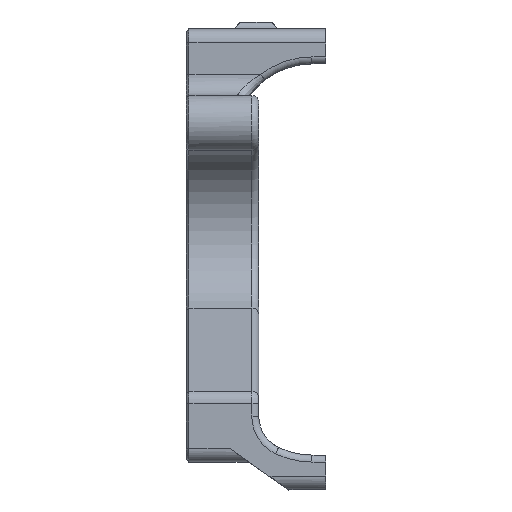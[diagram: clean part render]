
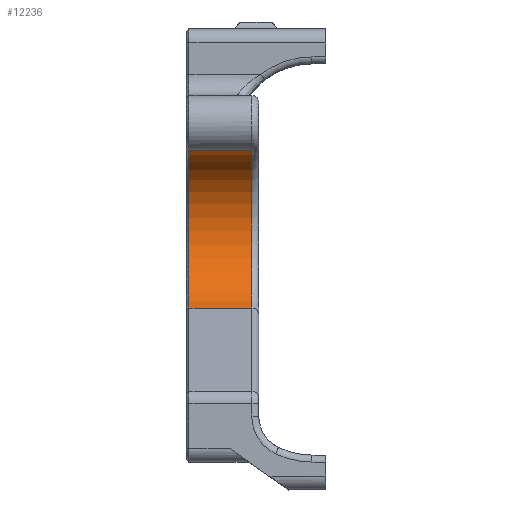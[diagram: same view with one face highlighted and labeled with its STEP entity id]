
A CAD part, left-side view. The second image highlights one B-rep face of the part: STEP entity #12236.
In plain terms, the highlighted cylindrical face has radius 12 mm (diameter 24 mm), a partial arc.
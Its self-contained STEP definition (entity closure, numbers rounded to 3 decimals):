
#743=FACE_OUTER_BOUND('',#1415,.T.);
#1415=EDGE_LOOP('',(#8622,#8623,#8624,#8625));
#2338=LINE('',#18948,#3387);
#2339=LINE('',#18951,#3388);
#3387=VECTOR('',#14869,12.);
#3388=VECTOR('',#14872,10.);
#4350=CIRCLE('',#13078,12.);
#4354=CIRCLE('',#13089,12.);
#5085=VERTEX_POINT('',#18919);
#5086=VERTEX_POINT('',#18923);
#5091=VERTEX_POINT('',#18947);
#5092=VERTEX_POINT('',#18949);
#6432=EDGE_CURVE('',#5085,#5086,#4350,.T.);
#6443=EDGE_CURVE('',#5091,#5085,#2338,.T.);
#6444=EDGE_CURVE('',#5092,#5091,#4354,.T.);
#6445=EDGE_CURVE('',#5092,#5086,#2339,.T.);
#8622=ORIENTED_EDGE('',*,*,#6432,.F.);
#8623=ORIENTED_EDGE('',*,*,#6443,.F.);
#8624=ORIENTED_EDGE('',*,*,#6444,.F.);
#8625=ORIENTED_EDGE('',*,*,#6445,.T.);
#11884=CYLINDRICAL_SURFACE('',#13088,12.);
#12236=ADVANCED_FACE('',(#743),#11884,.F.);
#13078=AXIS2_PLACEMENT_3D('',#18925,#14840,#14841);
#13088=AXIS2_PLACEMENT_3D('',#18946,#14867,#14868);
#13089=AXIS2_PLACEMENT_3D('',#18950,#14870,#14871);
#14840=DIRECTION('center_axis',(0.,-1.,0.));
#14841=DIRECTION('ref_axis',(1.,0.,0.));
#14867=DIRECTION('center_axis',(0.,1.,0.));
#14868=DIRECTION('ref_axis',(1.,0.,0.));
#14869=DIRECTION('',(0.,1.,0.));
#14870=DIRECTION('center_axis',(0.,1.,0.));
#14871=DIRECTION('ref_axis',(0.996,0.,0.084));
#14872=DIRECTION('',(0.,1.,0.));
#18919=CARTESIAN_POINT('',(-5.286,-18.4,-98.044));
#18923=CARTESIAN_POINT('',(-7.2,-18.4,-75.477));
#18925=CARTESIAN_POINT('Origin',(-10.2,-18.4,-87.096));
#18946=CARTESIAN_POINT('Origin',(-10.2,-28.399,-87.096));
#18947=CARTESIAN_POINT('',(-5.286,-27.399,-98.044));
#18948=CARTESIAN_POINT('',(-5.286,-28.399,-98.044));
#18949=CARTESIAN_POINT('',(-7.2,-27.399,-75.477));
#18950=CARTESIAN_POINT('Origin',(-10.2,-27.399,-87.096));
#18951=CARTESIAN_POINT('',(-7.2,-28.399,-75.477));
